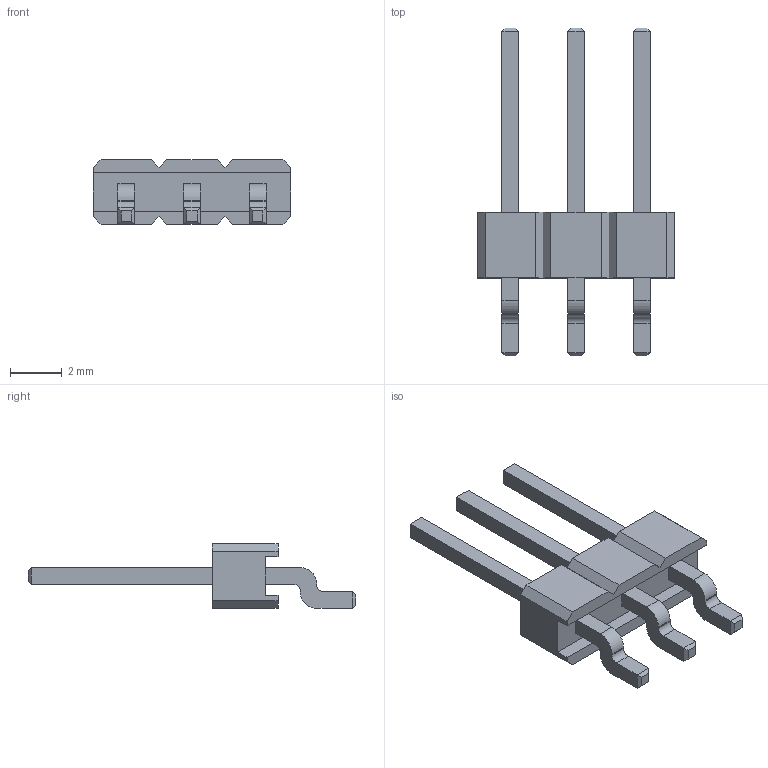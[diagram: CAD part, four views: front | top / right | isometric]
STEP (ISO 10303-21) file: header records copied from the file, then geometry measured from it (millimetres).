
FILE_DESCRIPTION(/* description */ ('STEP AP214'),/* implementation_level */ '2;1');
FILE_NAME(/* name */ 'GPHD101-0302AXXXC1SC(A=7.1_C1=1.5_C=3)',/* time_stamp */ '2023-07-21T07:22:40+02:00',/* author */ ('License CC BY-ND 4.0'),/* organization */ ('CADENAS'),/* preprocessor_version */ 'ST-DEVELOPER v19.3',/* originating_system */ 'PARTsolutions',/* authorisation */ ' ');
FILE_SCHEMA (('AUTOMOTIVE_DESIGN {1 0 10303 214 3 1 1}'));
Length unit declared in the file: millimetre
Products named in the file (3): GPHD101-0302AXXXC1SC(A=7.1,C1=1.5,C=3); GPHD101-7.11.53-A-Terminal; GPHD101-03A
Assembly tree (4 placements, depth 2):
  GPHD101-0302AXXXC1SC(A=7.1,C1=1.5,C=3)
    GPHD101-7.11.53-A-Terminal  x3
    GPHD101-03A
Bounding box: 7.62 x 12.64 x 2.5 mm (x, y, z)
Volume: 55 mm3; surface area: 212.3 mm2
Topology: 4 solids, 4 shells, 112 faces, 282 edges, 180 vertices
Faces by surface type: plane 100, cylinder 12
Entity records: 2150 total; most frequent: CARTESIAN_POINT 367, ORIENTED_EDGE 356, DIRECTION 332, EDGE_CURVE 178, LINE 170, VECTOR 170, VERTEX_POINT 116, AXIS2_PLACEMENT_3D 81
